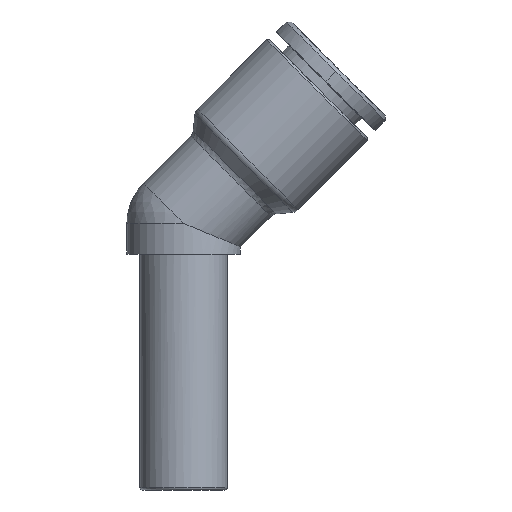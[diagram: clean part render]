
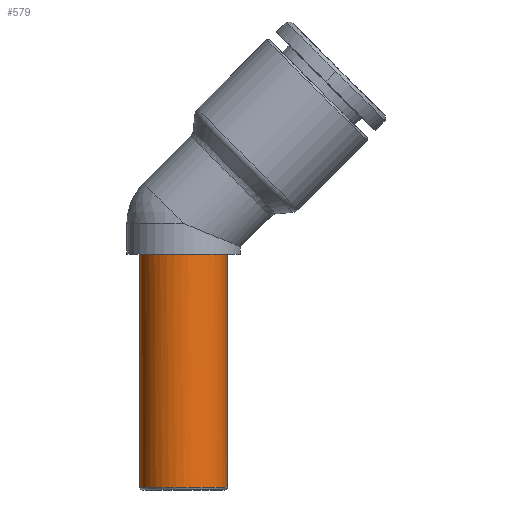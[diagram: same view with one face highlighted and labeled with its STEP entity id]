
A CAD part, front view. The second image highlights one B-rep face of the part: STEP entity #579.
In plain terms, the highlighted cylindrical face has radius 5 mm (diameter 10 mm), a partial arc.
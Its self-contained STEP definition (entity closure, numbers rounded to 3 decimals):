
#529=CARTESIAN_POINT('',(-0.007,0.,7.821));
#530=DIRECTION('',(0.0,0.,1.0));
#531=DIRECTION('',(-1.0,0.0,0.0));
#532=AXIS2_PLACEMENT_3D('',#529,#530,#531);
#533=CYLINDRICAL_SURFACE('',#532,5.0);
#534=CARTESIAN_POINT('',(-5.007,0.,-5.379));
#535=VERTEX_POINT('',#534);
#536=CARTESIAN_POINT('',(-5.007,0.,21.321));
#537=VERTEX_POINT('',#536);
#538=CARTESIAN_POINT('',(-5.007,0.,-5.379));
#539=DIRECTION('',(0.0,0.0,1.0));
#540=VECTOR('',#539,26.7);
#541=LINE('',#538,#540);
#542=EDGE_CURVE('',#535,#537,#541,.T.);
#543=ORIENTED_EDGE('',*,*,#542,.F.);
#544=CARTESIAN_POINT('',(4.993,0.,-5.379));
#545=VERTEX_POINT('',#544);
#546=CARTESIAN_POINT('',(-0.007,0.,-5.379));
#547=DIRECTION('',(0.0,0.0,-1.0));
#548=DIRECTION('',(1.0,0.0,0.0));
#549=AXIS2_PLACEMENT_3D('',#546,#547,#548);
#550=CIRCLE('',#549,5.0);
#551=EDGE_CURVE('',#545,#535,#550,.T.);
#552=ORIENTED_EDGE('',*,*,#551,.F.);
#553=CARTESIAN_POINT('',(4.993,0.,21.321));
#554=VERTEX_POINT('',#553);
#555=CARTESIAN_POINT('',(4.993,0.,21.321));
#556=DIRECTION('',(0.0,0.0,-1.0));
#557=VECTOR('',#556,26.7);
#558=LINE('',#555,#557);
#559=EDGE_CURVE('',#554,#545,#558,.T.);
#560=ORIENTED_EDGE('',*,*,#559,.F.);
#561=CARTESIAN_POINT('',(3.493,-3.571,21.321));
#562=VERTEX_POINT('',#561);
#563=CARTESIAN_POINT('',(-0.007,0.,21.321));
#564=DIRECTION('',(0.0,0.0,1.0));
#565=DIRECTION('',(-1.0,0.0,0.0));
#566=AXIS2_PLACEMENT_3D('',#563,#564,#565);
#567=CIRCLE('',#566,5.0);
#568=EDGE_CURVE('',#562,#554,#567,.T.);
#569=ORIENTED_EDGE('',*,*,#568,.F.);
#570=CARTESIAN_POINT('',(-0.007,0.,21.321));
#571=DIRECTION('',(0.0,0.0,1.0));
#572=DIRECTION('',(-1.0,0.0,0.0));
#573=AXIS2_PLACEMENT_3D('',#570,#571,#572);
#574=CIRCLE('',#573,5.0);
#575=EDGE_CURVE('',#537,#562,#574,.T.);
#576=ORIENTED_EDGE('',*,*,#575,.F.);
#577=EDGE_LOOP('',(#543,#552,#560,#569,#576));
#578=FACE_OUTER_BOUND('',#577,.T.);
#579=ADVANCED_FACE('',(#578),#533,.T.);
